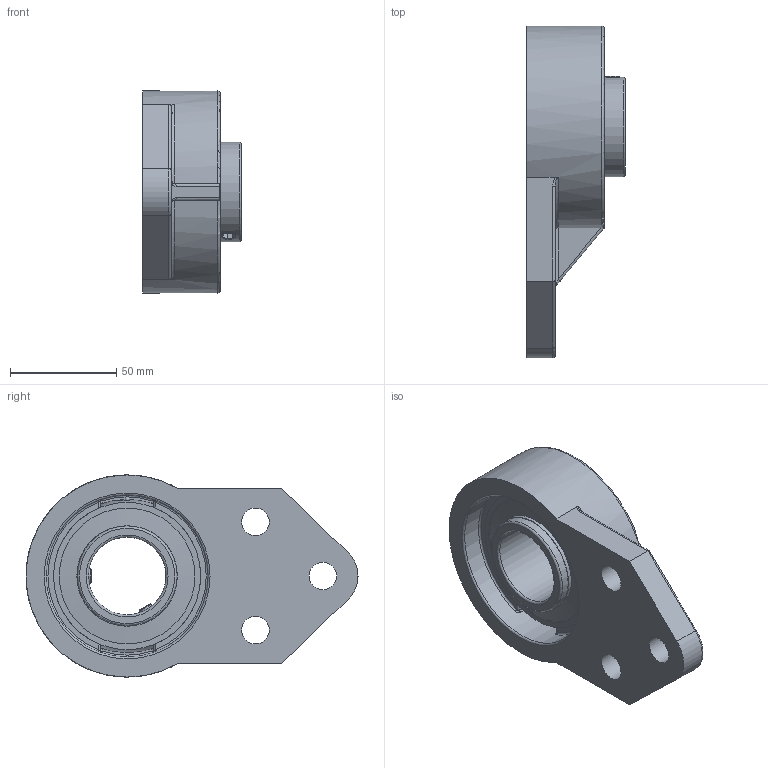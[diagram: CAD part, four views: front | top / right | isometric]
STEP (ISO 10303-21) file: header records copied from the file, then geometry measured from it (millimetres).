
FILE_DESCRIPTION(/* description */ ('Alibre Inc.'),/* implementation_level */ '2;1');
FILE_NAME(/* name */ 'export-CB8466F7-2035-42AD-B770-9F8140E667D3',/* time_stamp */ '2020-05-29T10:41:49-07:00',/* author */ (''),/* organization */ (''),/* preprocessor_version */ 'ST-DEVELOPER v17',/* originating_system */ 'Alibre',/* authorisation */ '');
FILE_SCHEMA (('CONFIG_CONTROL_DESIGN'));
Length unit declared in the file: inch
Bounding box: 46.4 x 156 x 95 mm (x, y, z)
Volume: 210161.6 mm3; surface area: 70723.6 mm2
Topology: 16 solids, 16 shells, 141 faces, 340 edges, 209 vertices
Faces by surface type: cylinder 47, plane 46, torus 16, sphere 16, bspline 10, cone 6
Full cylindrical faces by diameter (mm): 6.782 x4, 13 x3, 36.513 x1, 46.736 x4, 47.244 x2, 62.23 x2, 63.805 x2, 72.166 x1, 76.166 x1, 80.35 x1
Entity records: 5508 total; most frequent: CARTESIAN_POINT 2192, DIRECTION 507, ORIENTED_EDGE 464, AXIS2_PLACEMENT_3D 241, EDGE_CURVE 232, FACE_BOUND 189, EDGE_LOOP 180, VERTEX_POINT 171
